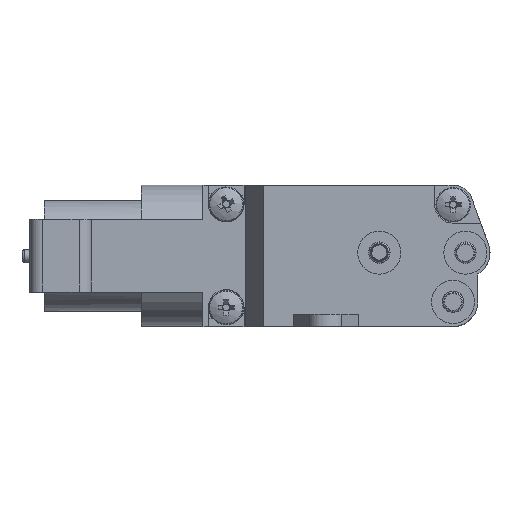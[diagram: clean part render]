
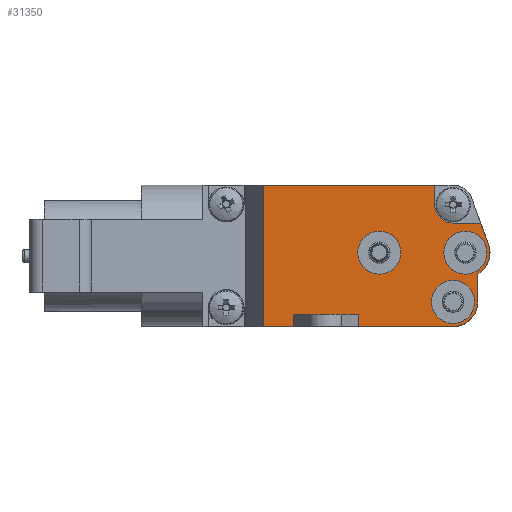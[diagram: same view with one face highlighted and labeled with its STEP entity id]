
A CAD part, top view. The second image highlights one B-rep face of the part: STEP entity #31350.
In plain terms, the highlighted planar face has unit normal (0, 0, 1).
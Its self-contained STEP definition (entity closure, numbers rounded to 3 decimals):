
#1275=FACE_BOUND('',#3328,.T.);
#1276=FACE_BOUND('',#3329,.T.);
#1277=FACE_BOUND('',#3330,.T.);
#1550=FACE_OUTER_BOUND('',#3327,.T.);
#3327=EDGE_LOOP('',(#21642,#21643,#21644,#21645,#21646,#21647,#21648,#21649,
#21650,#21651,#21652,#21653,#21654,#21655,#21656,#21657,#21658,#21659));
#3328=EDGE_LOOP('',(#21660));
#3329=EDGE_LOOP('',(#21661));
#3330=EDGE_LOOP('',(#21662));
#5311=LINE('',#47230,#8577);
#5314=LINE('',#47238,#8580);
#5325=LINE('',#47257,#8591);
#5347=LINE('',#47325,#8613);
#5348=LINE('',#47329,#8614);
#5349=LINE('',#47333,#8615);
#5350=LINE('',#47335,#8616);
#5351=LINE('',#47339,#8617);
#5352=LINE('',#47341,#8618);
#5353=LINE('',#47342,#8619);
#5354=LINE('',#47344,#8620);
#5355=LINE('',#47346,#8621);
#5356=LINE('',#47347,#8622);
#5357=LINE('',#47349,#8623);
#5358=LINE('',#47350,#8624);
#8577=VECTOR('',#37391,15.4);
#8580=VECTOR('',#37396,4.802);
#8591=VECTOR('',#37407,3.);
#8613=VECTOR('',#37453,2.);
#8614=VECTOR('',#37456,4.536);
#8615=VECTOR('',#37459,3.648);
#8616=VECTOR('',#37460,4.504);
#8617=VECTOR('',#37463,3.2);
#8618=VECTOR('',#37464,27.825);
#8619=VECTOR('',#37465,23.);
#8620=VECTOR('',#37466,2.);
#8621=VECTOR('',#37467,3.812);
#8622=VECTOR('',#37468,2.);
#8623=VECTOR('',#37469,2.);
#8624=VECTOR('',#37470,3.812);
#11583=CIRCLE('',#33420,4.);
#11584=CIRCLE('',#33421,4.);
#11585=CIRCLE('',#33422,3.);
#11586=CIRCLE('',#33423,3.5);
#11587=CIRCLE('',#33424,3.5);
#11588=CIRCLE('',#33425,3.5);
#12959=VERTEX_POINT('',#47228);
#12960=VERTEX_POINT('',#47229);
#12963=VERTEX_POINT('',#47235);
#12964=VERTEX_POINT('',#47237);
#12971=VERTEX_POINT('',#47254);
#12972=VERTEX_POINT('',#47256);
#12994=VERTEX_POINT('',#47324);
#12995=VERTEX_POINT('',#47326);
#12996=VERTEX_POINT('',#47328);
#12997=VERTEX_POINT('',#47330);
#12998=VERTEX_POINT('',#47332);
#12999=VERTEX_POINT('',#47334);
#13000=VERTEX_POINT('',#47336);
#13001=VERTEX_POINT('',#47338);
#13002=VERTEX_POINT('',#47340);
#13003=VERTEX_POINT('',#47343);
#13004=VERTEX_POINT('',#47345);
#13005=VERTEX_POINT('',#47348);
#13006=VERTEX_POINT('',#47351);
#13007=VERTEX_POINT('',#47353);
#13008=VERTEX_POINT('',#47355);
#16268=EDGE_CURVE('',#12959,#12960,#5311,.T.);
#16272=EDGE_CURVE('',#12964,#12963,#5314,.T.);
#16283=EDGE_CURVE('',#12972,#12971,#5325,.T.);
#16312=EDGE_CURVE('',#12994,#12959,#5347,.T.);
#16313=EDGE_CURVE('',#12960,#12995,#11583,.T.);
#16314=EDGE_CURVE('',#12995,#12996,#5348,.T.);
#16315=EDGE_CURVE('',#12996,#12997,#11584,.T.);
#16316=EDGE_CURVE('',#12998,#12997,#5349,.T.);
#16317=EDGE_CURVE('',#12998,#12999,#5350,.T.);
#16318=EDGE_CURVE('',#12999,#13000,#11585,.T.);
#16319=EDGE_CURVE('',#13000,#13001,#5351,.T.);
#16320=EDGE_CURVE('',#13001,#13002,#5352,.T.);
#16321=EDGE_CURVE('',#13002,#12964,#5353,.T.);
#16322=EDGE_CURVE('',#13003,#12963,#5354,.T.);
#16323=EDGE_CURVE('',#13003,#13004,#5355,.T.);
#16324=EDGE_CURVE('',#13004,#12972,#5356,.T.);
#16325=EDGE_CURVE('',#13005,#12971,#5357,.T.);
#16326=EDGE_CURVE('',#13005,#12994,#5358,.T.);
#16327=EDGE_CURVE('',#13006,#13006,#11586,.T.);
#16328=EDGE_CURVE('',#13007,#13007,#11587,.T.);
#16329=EDGE_CURVE('',#13008,#13008,#11588,.T.);
#21642=ORIENTED_EDGE('',*,*,#16312,.T.);
#21643=ORIENTED_EDGE('',*,*,#16268,.T.);
#21644=ORIENTED_EDGE('',*,*,#16313,.T.);
#21645=ORIENTED_EDGE('',*,*,#16314,.T.);
#21646=ORIENTED_EDGE('',*,*,#16315,.T.);
#21647=ORIENTED_EDGE('',*,*,#16316,.F.);
#21648=ORIENTED_EDGE('',*,*,#16317,.T.);
#21649=ORIENTED_EDGE('',*,*,#16318,.T.);
#21650=ORIENTED_EDGE('',*,*,#16319,.T.);
#21651=ORIENTED_EDGE('',*,*,#16320,.T.);
#21652=ORIENTED_EDGE('',*,*,#16321,.T.);
#21653=ORIENTED_EDGE('',*,*,#16272,.T.);
#21654=ORIENTED_EDGE('',*,*,#16322,.F.);
#21655=ORIENTED_EDGE('',*,*,#16323,.T.);
#21656=ORIENTED_EDGE('',*,*,#16324,.T.);
#21657=ORIENTED_EDGE('',*,*,#16283,.T.);
#21658=ORIENTED_EDGE('',*,*,#16325,.F.);
#21659=ORIENTED_EDGE('',*,*,#16326,.T.);
#21660=ORIENTED_EDGE('',*,*,#16327,.F.);
#21661=ORIENTED_EDGE('',*,*,#16328,.F.);
#21662=ORIENTED_EDGE('',*,*,#16329,.F.);
#30156=PLANE('',#33419);
#31350=ADVANCED_FACE('',(#1550,#1275,#1276,#1277),#30156,.T.);
#33419=AXIS2_PLACEMENT_3D('',#47323,#37451,#37452);
#33420=AXIS2_PLACEMENT_3D('',#47327,#37454,#37455);
#33421=AXIS2_PLACEMENT_3D('',#47331,#37457,#37458);
#33422=AXIS2_PLACEMENT_3D('',#47337,#37461,#37462);
#33423=AXIS2_PLACEMENT_3D('',#47352,#37471,#37472);
#33424=AXIS2_PLACEMENT_3D('',#47354,#37473,#37474);
#33425=AXIS2_PLACEMENT_3D('',#47356,#37475,#37476);
#37391=DIRECTION('',(1.,0.,0.));
#37396=DIRECTION('',(1.,0.,0.));
#37407=DIRECTION('',(1.,0.,0.));
#37451=DIRECTION('center_axis',(0.,0.,1.));
#37452=DIRECTION('ref_axis',(1.,0.,0.));
#37453=DIRECTION('',(0.,-1.,0.));
#37454=DIRECTION('center_axis',(0.,0.,1.));
#37455=DIRECTION('ref_axis',(1.,0.,0.));
#37456=DIRECTION('',(0.,1.,0.));
#37457=DIRECTION('center_axis',(0.,0.,1.));
#37458=DIRECTION('ref_axis',(1.,0.,0.));
#37459=DIRECTION('',(0.343,-0.939,0.));
#37460=DIRECTION('',(-1.,0.,0.));
#37461=DIRECTION('center_axis',(0.,0.,-1.));
#37462=DIRECTION('ref_axis',(-1.,0.,0.));
#37463=DIRECTION('',(0.,1.,0.));
#37464=DIRECTION('',(-1.,0.,0.));
#37465=DIRECTION('',(0.,-1.,0.));
#37466=DIRECTION('',(0.,-1.,0.));
#37467=DIRECTION('',(1.,0.,0.));
#37468=DIRECTION('',(0.,-1.,0.));
#37469=DIRECTION('',(0.,-1.,0.));
#37470=DIRECTION('',(1.,0.,0.));
#37471=DIRECTION('center_axis',(0.,0.,1.));
#37472=DIRECTION('ref_axis',(1.,0.,0.));
#37473=DIRECTION('center_axis',(0.,0.,1.));
#37474=DIRECTION('ref_axis',(1.,0.,0.));
#37475=DIRECTION('center_axis',(0.,0.,1.));
#37476=DIRECTION('ref_axis',(1.,0.,0.));
#47228=CARTESIAN_POINT('',(9.703,-11.8,2.));
#47229=CARTESIAN_POINT('',(25.103,-11.8,2.));
#47230=CARTESIAN_POINT('',(9.703,-11.8,2.));
#47235=CARTESIAN_POINT('',(-0.92,-11.8,2.));
#47237=CARTESIAN_POINT('',(-5.722,-11.8,2.));
#47238=CARTESIAN_POINT('',(-5.722,-11.8,2.));
#47254=CARTESIAN_POINT('',(5.892,-11.8,2.));
#47256=CARTESIAN_POINT('',(2.892,-11.8,2.));
#47257=CARTESIAN_POINT('',(2.892,-11.8,2.));
#47323=CARTESIAN_POINT('Origin',(25.103,-7.8,2.));
#47324=CARTESIAN_POINT('',(9.703,-9.8,2.));
#47325=CARTESIAN_POINT('',(9.703,-9.8,2.));
#47326=CARTESIAN_POINT('',(29.103,-7.8,2.));
#47327=CARTESIAN_POINT('Origin',(25.103,-7.8,2.));
#47328=CARTESIAN_POINT('',(29.103,-3.264,2.));
#47329=CARTESIAN_POINT('',(29.103,-7.8,2.));
#47330=CARTESIAN_POINT('',(30.86,1.574,2.));
#47331=CARTESIAN_POINT('Origin',(27.103,0.2,2.));
#47332=CARTESIAN_POINT('',(29.607,5.,2.));
#47333=CARTESIAN_POINT('',(29.607,5.,2.));
#47334=CARTESIAN_POINT('',(25.103,5.,2.));
#47335=CARTESIAN_POINT('',(29.607,5.,2.));
#47336=CARTESIAN_POINT('',(22.103,8.,2.));
#47337=CARTESIAN_POINT('Origin',(25.103,8.,2.));
#47338=CARTESIAN_POINT('',(22.103,11.2,2.));
#47339=CARTESIAN_POINT('',(22.103,8.,2.));
#47340=CARTESIAN_POINT('',(-5.722,11.2,2.));
#47341=CARTESIAN_POINT('',(22.103,11.2,2.));
#47342=CARTESIAN_POINT('',(-5.722,11.2,2.));
#47343=CARTESIAN_POINT('',(-0.92,-9.8,2.));
#47344=CARTESIAN_POINT('',(-0.92,-9.8,2.));
#47345=CARTESIAN_POINT('',(2.892,-9.8,2.));
#47346=CARTESIAN_POINT('',(-0.92,-9.8,2.));
#47347=CARTESIAN_POINT('',(2.892,-9.8,2.));
#47348=CARTESIAN_POINT('',(5.892,-9.8,2.));
#47349=CARTESIAN_POINT('',(5.892,-9.8,2.));
#47350=CARTESIAN_POINT('',(5.892,-9.8,2.));
#47351=CARTESIAN_POINT('',(16.603,0.2,2.));
#47352=CARTESIAN_POINT('Origin',(13.103,0.2,2.));
#47353=CARTESIAN_POINT('',(30.603,0.2,2.));
#47354=CARTESIAN_POINT('Origin',(27.103,0.2,2.));
#47355=CARTESIAN_POINT('',(28.603,-7.8,2.));
#47356=CARTESIAN_POINT('Origin',(25.103,-7.8,2.));
